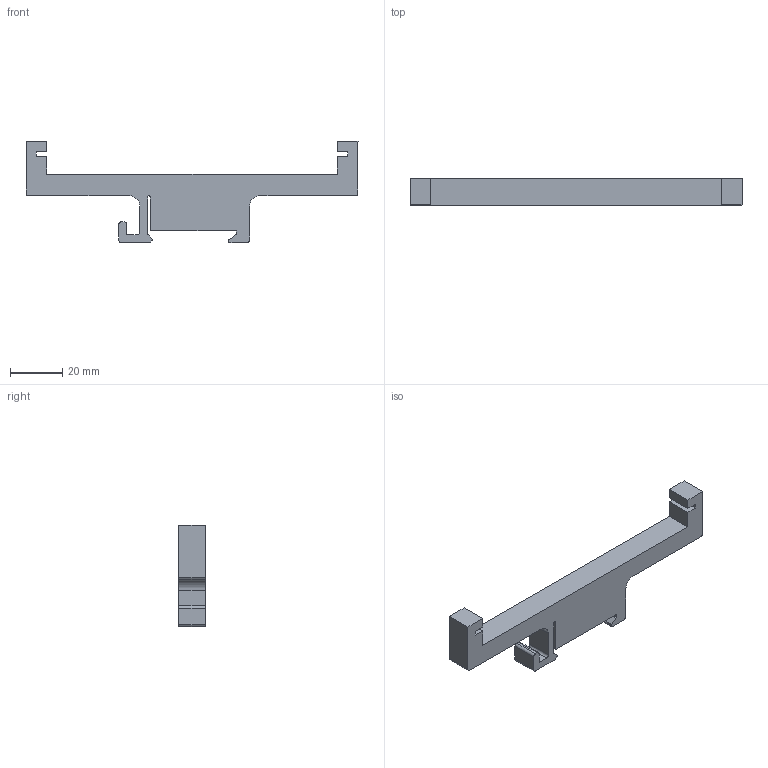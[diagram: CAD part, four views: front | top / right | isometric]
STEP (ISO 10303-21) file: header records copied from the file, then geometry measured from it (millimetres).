
FILE_DESCRIPTION(/* description */ (''),/* implementation_level */ '2;1');
FILE_NAME(/* name */ 'esp-module-cu-clip.step',/* time_stamp */ '2024-07-10T08:46:50+02:00',/* author */ (''),/* organization */ (''),/* preprocessor_version */ 'ST-DEVELOPER v20',/* originating_system */ 'Autodesk Translation Framework v13.14.0.145',/* authorisation */ '');
FILE_SCHEMA (('AUTOMOTIVE_DESIGN { 1 0 10303 214 3 1 1 }'));
Length unit declared in the file: millimetre
Products named in the file (1): esp-module-cu-clip
Bounding box: 127 x 10 x 38.8 mm (x, y, z)
Volume: 18709.8 mm3; surface area: 8086.5 mm2
Topology: 1 solids, 1 shells, 52 faces, 150 edges, 100 vertices
Faces by surface type: plane 37, cylinder 15
Entity records: 1744 total; most frequent: CARTESIAN_POINT 303, ORIENTED_EDGE 300, DIRECTION 286, EDGE_CURVE 150, LINE 120, VECTOR 120, VERTEX_POINT 100, AXIS2_PLACEMENT_3D 83
